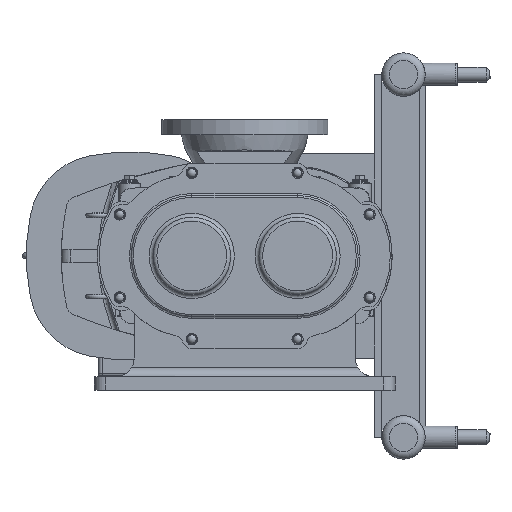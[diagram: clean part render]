
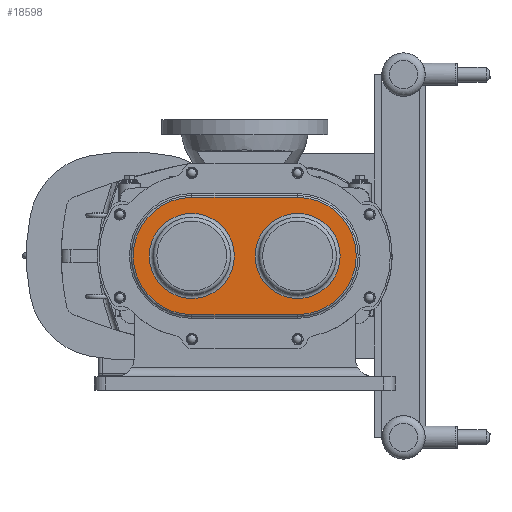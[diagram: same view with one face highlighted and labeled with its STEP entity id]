
A CAD part, left-side view. The second image highlights one B-rep face of the part: STEP entity #18598.
In plain terms, the highlighted planar face has unit normal (-1, 0, 0).
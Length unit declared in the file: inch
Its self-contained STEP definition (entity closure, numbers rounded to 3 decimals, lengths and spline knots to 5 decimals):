
#1280=CIRCLE('',#20356,2.8125);
#1281=CIRCLE('',#20358,3.875);
#1282=CIRCLE('',#20359,3.875);
#1283=CIRCLE('',#20360,2.8125);
#1747=FACE_BOUND('',#4243,.T.);
#1748=FACE_BOUND('',#4244,.T.);
#2169=PLANE('',#20357);
#3104=FACE_OUTER_BOUND('',#4242,.T.);
#4242=EDGE_LOOP('',(#16434,#16435,#16436,#16437));
#4243=EDGE_LOOP('',(#16438));
#4244=EDGE_LOOP('',(#16439));
#5619=LINE('',#34803,#6966);
#5620=LINE('',#34807,#6967);
#6966=VECTOR('',#25055,0.3937);
#6967=VECTOR('',#25058,0.3937);
#8859=VERTEX_POINT('',#34797);
#8860=VERTEX_POINT('',#34801);
#8861=VERTEX_POINT('',#34802);
#8862=VERTEX_POINT('',#34804);
#8863=VERTEX_POINT('',#34806);
#8864=VERTEX_POINT('',#34809);
#11462=EDGE_CURVE('',#8859,#8859,#1280,.T.);
#11463=EDGE_CURVE('',#8860,#8861,#5619,.T.);
#11464=EDGE_CURVE('',#8862,#8860,#1281,.T.);
#11465=EDGE_CURVE('',#8863,#8862,#5620,.T.);
#11466=EDGE_CURVE('',#8861,#8863,#1282,.T.);
#11467=EDGE_CURVE('',#8864,#8864,#1283,.T.);
#16434=ORIENTED_EDGE('',*,*,#11463,.F.);
#16435=ORIENTED_EDGE('',*,*,#11464,.F.);
#16436=ORIENTED_EDGE('',*,*,#11465,.F.);
#16437=ORIENTED_EDGE('',*,*,#11466,.F.);
#16438=ORIENTED_EDGE('',*,*,#11467,.F.);
#16439=ORIENTED_EDGE('',*,*,#11462,.F.);
#18598=ADVANCED_FACE('',(#3104,#1747,#1748),#2169,.T.);
#20356=AXIS2_PLACEMENT_3D('',#34799,#25051,#25052);
#20357=AXIS2_PLACEMENT_3D('',#34800,#25053,#25054);
#20358=AXIS2_PLACEMENT_3D('',#34805,#25056,#25057);
#20359=AXIS2_PLACEMENT_3D('',#34808,#25059,#25060);
#20360=AXIS2_PLACEMENT_3D('',#34810,#25061,#25062);
#25051=DIRECTION('center_axis',(-1.,0.,0.));
#25052=DIRECTION('ref_axis',(0.,0.,1.));
#25053=DIRECTION('center_axis',(-1.,0.,0.));
#25054=DIRECTION('ref_axis',(0.,0.,-1.));
#25055=DIRECTION('',(0.,-1.,0.));
#25056=DIRECTION('center_axis',(1.,0.,0.));
#25057=DIRECTION('ref_axis',(0.,1.,0.));
#25058=DIRECTION('',(0.,1.,0.));
#25059=DIRECTION('center_axis',(1.,0.,0.));
#25060=DIRECTION('ref_axis',(0.,-1.,0.));
#25061=DIRECTION('center_axis',(-1.,0.,0.));
#25062=DIRECTION('ref_axis',(0.,0.,1.));
#34797=CARTESIAN_POINT('',(-1.75,3.5,-2.8125));
#34799=CARTESIAN_POINT('Origin',(-1.75,3.5,0.));
#34800=CARTESIAN_POINT('Origin',(-1.75,0.,0.));
#34801=CARTESIAN_POINT('',(-1.75,3.5,3.875));
#34802=CARTESIAN_POINT('',(-1.75,-3.5,3.875));
#34803=CARTESIAN_POINT('',(-1.75,-1.75,3.875));
#34804=CARTESIAN_POINT('',(-1.75,3.5,-3.875));
#34805=CARTESIAN_POINT('Origin',(-1.75,3.5,0.));
#34806=CARTESIAN_POINT('',(-1.75,-3.5,-3.875));
#34807=CARTESIAN_POINT('',(-1.75,1.75,-3.875));
#34808=CARTESIAN_POINT('Origin',(-1.75,-3.5,0.));
#34809=CARTESIAN_POINT('',(-1.75,-3.5,-2.8125));
#34810=CARTESIAN_POINT('Origin',(-1.75,-3.5,0.));
